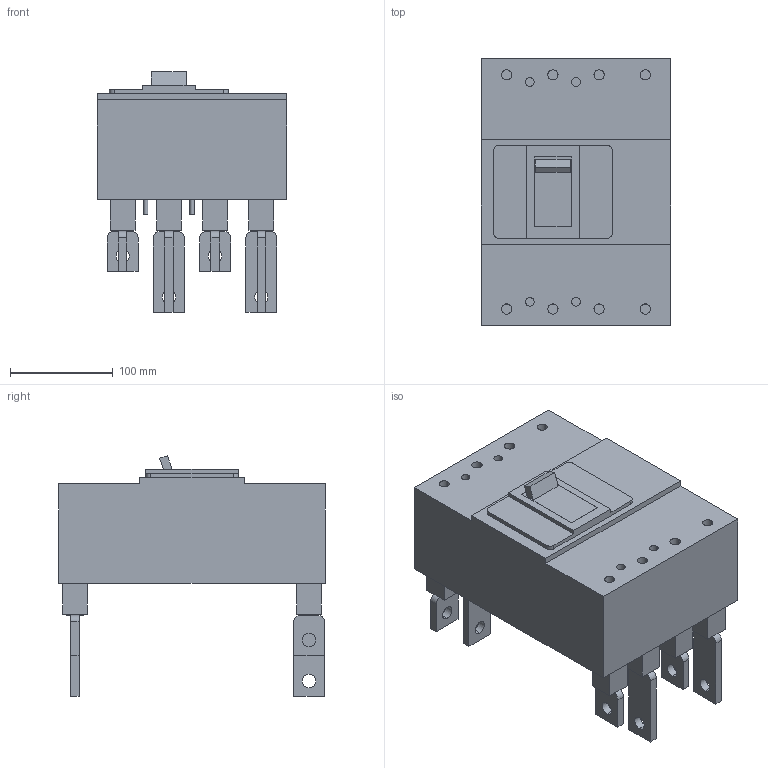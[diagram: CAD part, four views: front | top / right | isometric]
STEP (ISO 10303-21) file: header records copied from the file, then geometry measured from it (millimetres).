
FILE_DESCRIPTION(('CoCreate Modeling STEP Export'),'2;1');
FILE_NAME('ＰＶＳ４００ＮＮＬ４Ｒ.stp','2016-03-31T11:56:59',(''),(''),'CoCreate Modeling STEP processor for AP214 (Solid Model)','CoCreate Modeling 17.0 01-Apr-2010 (C) Parametric Technology GmbH','');
FILE_SCHEMA(('AUTOMOTIVE_DESIGN { 1 0 10303 214 1 1 1 1 }'));
Length unit declared in the file: millimetre
Products named in the file (3): p2; p1; ＰＶＳ４００ＮＮＬ４Ｒ
Assembly tree (5 placements, depth 2):
  ＰＶＳ４００ＮＮＬ４Ｒ
    p2  x4
    p1
Bounding box: 185 x 260 x 234.5 mm (x, y, z)
Volume: 5023949.2 mm3; surface area: 286739.9 mm2
Topology: 5 solids, 5 shells, 265 faces, 632 edges, 412 vertices
Faces by surface type: plane 181, cylinder 84
Entity records: 7360 total; most frequent: ORIENTED_EDGE 1192, CARTESIAN_POINT 1125, DIRECTION 1044, EDGE_CURVE 596, VECTOR 430, LINE 430, VERTEX_POINT 388, AXIS2_PLACEMENT_3D 307
